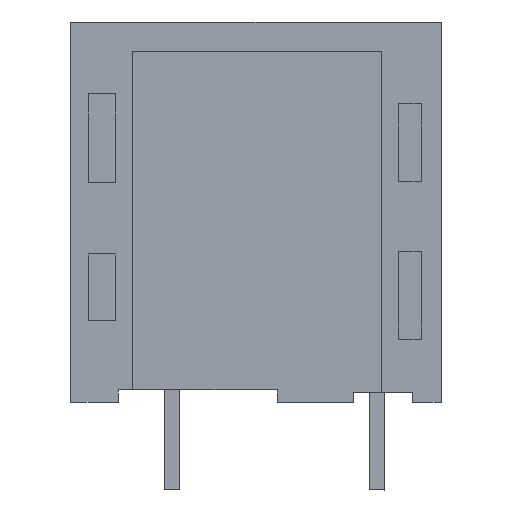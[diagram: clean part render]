
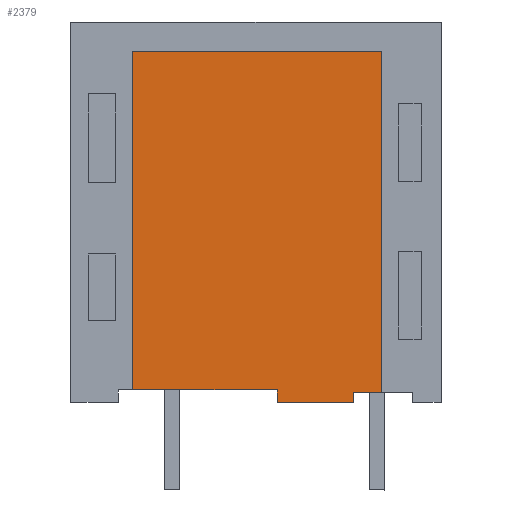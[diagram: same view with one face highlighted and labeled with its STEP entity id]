
A CAD part, left-side view. The second image highlights one B-rep face of the part: STEP entity #2379.
In plain terms, the highlighted planar face has unit normal (-1, 0, 0).
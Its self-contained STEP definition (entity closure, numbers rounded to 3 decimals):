
#2355=AXIS2_PLACEMENT_3D('Plane Axis2P3D',#2352,#2353,#2354) ;
#355=CARTESIAN_POINT('Vertex',(1.1,6.55,4.)) ;
#358=CARTESIAN_POINT('Line Origine',(1.1,9.439,4.)) ;
#362=CARTESIAN_POINT('Vertex',(1.1,12.329,4.)) ;
#389=CARTESIAN_POINT('Line Origine',(1.1,12.329,10.764)) ;
#393=CARTESIAN_POINT('Vertex',(1.1,12.329,17.529)) ;
#418=CARTESIAN_POINT('Vertex',(1.1,2.371,17.529)) ;
#421=CARTESIAN_POINT('Line Origine',(1.1,7.35,17.529)) ;
#439=CARTESIAN_POINT('Line Origine',(1.1,2.371,10.714)) ;
#443=CARTESIAN_POINT('Vertex',(1.1,2.371,3.9)) ;
#468=CARTESIAN_POINT('Vertex',(1.1,3.5,3.9)) ;
#485=CARTESIAN_POINT('Line Origine',(1.1,2.936,3.9)) ;
#2336=CARTESIAN_POINT('Vertex',(1.1,6.55,3.5)) ;
#2339=CARTESIAN_POINT('Line Origine',(1.1,6.55,3.75)) ;
#2352=CARTESIAN_POINT('Axis2P3D Location',(1.1,14.8,0.)) ;
#2357=CARTESIAN_POINT('Line Origine',(1.1,5.025,3.5)) ;
#2361=CARTESIAN_POINT('Vertex',(1.1,3.5,3.5)) ;
#2364=CARTESIAN_POINT('Line Origine',(1.1,3.5,3.7)) ;
#359=DIRECTION('Vector Direction',(0.,1.,0.)) ;
#390=DIRECTION('Vector Direction',(0.,0.,-1.)) ;
#422=DIRECTION('Vector Direction',(0.,-1.,0.)) ;
#440=DIRECTION('Vector Direction',(0.,0.,1.)) ;
#486=DIRECTION('Vector Direction',(0.,-1.,0.)) ;
#2340=DIRECTION('Vector Direction',(0.,0.,1.)) ;
#2353=DIRECTION('Axis2P3D Direction',(-1.,0.,0.)) ;
#2354=DIRECTION('Axis2P3D XDirection',(0.,-1.,0.)) ;
#2358=DIRECTION('Vector Direction',(0.,1.,0.)) ;
#2365=DIRECTION('Vector Direction',(0.,0.,1.)) ;
#360=VECTOR('Line Direction',#359,1.) ;
#391=VECTOR('Line Direction',#390,1.) ;
#423=VECTOR('Line Direction',#422,1.) ;
#441=VECTOR('Line Direction',#440,1.) ;
#487=VECTOR('Line Direction',#486,1.) ;
#2341=VECTOR('Line Direction',#2340,1.) ;
#2359=VECTOR('Line Direction',#2358,1.) ;
#2366=VECTOR('Line Direction',#2365,1.) ;
#2370=ORIENTED_EDGE('',*,*,#364,.F.) ;
#2371=ORIENTED_EDGE('',*,*,#2343,.F.) ;
#2372=ORIENTED_EDGE('',*,*,#2363,.T.) ;
#2373=ORIENTED_EDGE('',*,*,#2368,.T.) ;
#2374=ORIENTED_EDGE('',*,*,#489,.T.) ;
#2375=ORIENTED_EDGE('',*,*,#445,.T.) ;
#2376=ORIENTED_EDGE('',*,*,#425,.T.) ;
#2377=ORIENTED_EDGE('',*,*,#395,.T.) ;
#2379=ADVANCED_FACE('HOUSING',(#2378),#2356,.T.) ;
#364=EDGE_CURVE('',#356,#363,#361,.T.) ;
#395=EDGE_CURVE('',#394,#363,#392,.T.) ;
#425=EDGE_CURVE('',#419,#394,#424,.F.) ;
#445=EDGE_CURVE('',#444,#419,#442,.T.) ;
#489=EDGE_CURVE('',#469,#444,#488,.T.) ;
#2343=EDGE_CURVE('',#2337,#356,#2342,.T.) ;
#2363=EDGE_CURVE('',#2337,#2362,#2360,.F.) ;
#2368=EDGE_CURVE('',#2362,#469,#2367,.T.) ;
#2369=EDGE_LOOP('',(#2370,#2371,#2372,#2373,#2374,#2375,#2376,#2377)) ;
#2378=FACE_OUTER_BOUND('',#2369,.T.) ;
#361=LINE('Line',#358,#360) ;
#392=LINE('Line',#389,#391) ;
#424=LINE('Line',#421,#423) ;
#442=LINE('Line',#439,#441) ;
#488=LINE('Line',#485,#487) ;
#2342=LINE('Line',#2339,#2341) ;
#2360=LINE('Line',#2357,#2359) ;
#2367=LINE('Line',#2364,#2366) ;
#2356=PLANE('',#2355) ;
#356=VERTEX_POINT('',#355) ;
#363=VERTEX_POINT('',#362) ;
#394=VERTEX_POINT('',#393) ;
#419=VERTEX_POINT('',#418) ;
#444=VERTEX_POINT('',#443) ;
#469=VERTEX_POINT('',#468) ;
#2337=VERTEX_POINT('',#2336) ;
#2362=VERTEX_POINT('',#2361) ;
